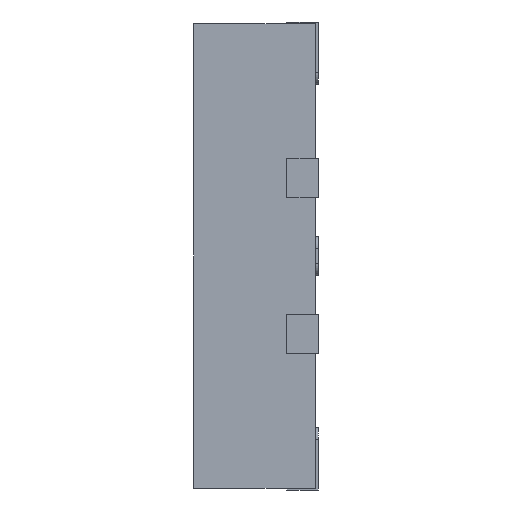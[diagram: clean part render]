
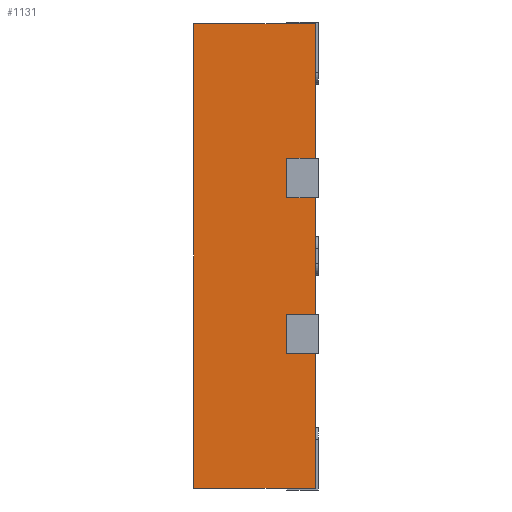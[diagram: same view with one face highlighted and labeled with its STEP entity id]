
A CAD part, left-side view. The second image highlights one B-rep face of the part: STEP entity #1131.
In plain terms, the highlighted planar face has unit normal (-1, 0, 0).
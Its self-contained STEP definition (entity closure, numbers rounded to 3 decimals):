
#22 = LINE ( 'NONE', #2981, #3054 ) ;
#50 = LINE ( 'NONE', #1505, #1980 ) ;
#175 = ORIENTED_EDGE ( 'NONE', *, *, #1852, .T. ) ;
#188 = DIRECTION ( 'NONE',  ( 0., 1., 0. ) ) ;
#276 = ORIENTED_EDGE ( 'NONE', *, *, #2721, .F. ) ;
#294 = VERTEX_POINT ( 'NONE', #3333 ) ;
#295 = EDGE_CURVE ( 'NONE', #3250, #858, #1860, .T. ) ;
#319 = ORIENTED_EDGE ( 'NONE', *, *, #2525, .F. ) ;
#341 = EDGE_CURVE ( 'NONE', #2068, #294, #2695, .T. ) ;
#345 = DIRECTION ( 'NONE',  ( 1., 0., 0. ) ) ;
#352 = CARTESIAN_POINT ( 'NONE',  ( -0.99, 0.78, 1.49 ) ) ;
#392 = VECTOR ( 'NONE', #940, 1000. ) ;
#419 = VERTEX_POINT ( 'NONE', #952 ) ;
#447 = CARTESIAN_POINT ( 'NONE',  ( -0.99, 0.78, -1.49 ) ) ;
#525 = LINE ( 'NONE', #2119, #2602 ) ;
#531 = DIRECTION ( 'NONE',  ( 0., 0., 1. ) ) ;
#559 = DIRECTION ( 'NONE',  ( 0., 0., -1. ) ) ;
#616 = ORIENTED_EDGE ( 'NONE', *, *, #1160, .T. ) ;
#649 = VECTOR ( 'NONE', #863, 1000. ) ;
#724 = ORIENTED_EDGE ( 'NONE', *, *, #2657, .F. ) ;
#745 = ORIENTED_EDGE ( 'NONE', *, *, #2060, .T. ) ;
#769 = VERTEX_POINT ( 'NONE', #1422 ) ;
#811 = LINE ( 'NONE', #1872, #1438 ) ;
#858 = VERTEX_POINT ( 'NONE', #2247 ) ;
#863 = DIRECTION ( 'NONE',  ( 0., 1., 0. ) ) ;
#940 = DIRECTION ( 'NONE',  ( 0., 0., 1. ) ) ;
#952 = CARTESIAN_POINT ( 'NONE',  ( -0.99, 0., 0.625 ) ) ;
#1003 = VECTOR ( 'NONE', #1427, 1000. ) ;
#1107 = CARTESIAN_POINT ( 'NONE',  ( -0.99, 0., -0.375 ) ) ;
#1130 = LINE ( 'NONE', #3277, #649 ) ;
#1131 = ADVANCED_FACE ( 'NONE', ( #1644 ), #2151, .F. ) ;
#1160 = EDGE_CURVE ( 'NONE', #858, #1698, #50, .T. ) ;
#1182 = ORIENTED_EDGE ( 'NONE', *, *, #2920, .F. ) ;
#1255 = CARTESIAN_POINT ( 'NONE',  ( -0.99, 0.78, 1.49 ) ) ;
#1265 = EDGE_LOOP ( 'NONE', ( #1182, #175, #3486, #319, #2278, #2595, #1281, #276, #724, #745, #2434, #616 ) ) ;
#1281 = ORIENTED_EDGE ( 'NONE', *, *, #1559, .T. ) ;
#1422 = CARTESIAN_POINT ( 'NONE',  ( -0.99, 0., -0.625 ) ) ;
#1427 = DIRECTION ( 'NONE',  ( 0., -1., 0. ) ) ;
#1438 = VECTOR ( 'NONE', #3460, 1000. ) ;
#1505 = CARTESIAN_POINT ( 'NONE',  ( -0.99, 0.183, 1.49 ) ) ;
#1559 = EDGE_CURVE ( 'NONE', #769, #1606, #3359, .T. ) ;
#1599 = CARTESIAN_POINT ( 'NONE',  ( -0.99, 0., -1.49 ) ) ;
#1606 = VERTEX_POINT ( 'NONE', #1948 ) ;
#1644 = FACE_OUTER_BOUND ( 'NONE', #1265, .T. ) ;
#1688 = LINE ( 'NONE', #1964, #2955 ) ;
#1698 = VERTEX_POINT ( 'NONE', #1808 ) ;
#1741 = VECTOR ( 'NONE', #2679, 1000. ) ;
#1808 = CARTESIAN_POINT ( 'NONE',  ( -0.99, 0.183, 0.625 ) ) ;
#1852 = EDGE_CURVE ( 'NONE', #419, #294, #22, .T. ) ;
#1860 = LINE ( 'NONE', #2232, #1741 ) ;
#1872 = CARTESIAN_POINT ( 'NONE',  ( -0.99, 0.183, 1.49 ) ) ;
#1897 = VECTOR ( 'NONE', #3197, 1000. ) ;
#1948 = CARTESIAN_POINT ( 'NONE',  ( -0.99, 0.183, -0.625 ) ) ;
#1964 = CARTESIAN_POINT ( 'NONE',  ( -0.99, 0.78, 1.49 ) ) ;
#1980 = VECTOR ( 'NONE', #2768, 1000. ) ;
#2008 = CARTESIAN_POINT ( 'NONE',  ( -0.99, 0.183, -0.375 ) ) ;
#2035 = LINE ( 'NONE', #3125, #3180 ) ;
#2060 = EDGE_CURVE ( 'NONE', #3418, #3250, #525, .T. ) ;
#2068 = VERTEX_POINT ( 'NONE', #1255 ) ;
#2118 = CARTESIAN_POINT ( 'NONE',  ( -0.99, 0.78, -1.49 ) ) ;
#2119 = CARTESIAN_POINT ( 'NONE',  ( -0.99, 0., 1.49 ) ) ;
#2151 = PLANE ( 'NONE',  #2386 ) ;
#2232 = CARTESIAN_POINT ( 'NONE',  ( -0.99, 0.78, 0.375 ) ) ;
#2237 = CARTESIAN_POINT ( 'NONE',  ( -0.99, 0.78, -0.625 ) ) ;
#2247 = CARTESIAN_POINT ( 'NONE',  ( -0.99, 0.183, 0.375 ) ) ;
#2278 = ORIENTED_EDGE ( 'NONE', *, *, #3423, .T. ) ;
#2281 = CARTESIAN_POINT ( 'NONE',  ( -0.99, 0., 0.375 ) ) ;
#2386 = AXIS2_PLACEMENT_3D ( 'NONE', #3232, #345, #559 ) ;
#2422 = DIRECTION ( 'NONE',  ( 0., 0., 1. ) ) ;
#2434 = ORIENTED_EDGE ( 'NONE', *, *, #295, .T. ) ;
#2525 = EDGE_CURVE ( 'NONE', #2576, #2068, #1688, .T. ) ;
#2576 = VERTEX_POINT ( 'NONE', #447 ) ;
#2595 = ORIENTED_EDGE ( 'NONE', *, *, #3438, .T. ) ;
#2602 = VECTOR ( 'NONE', #2422, 1000. ) ;
#2657 = EDGE_CURVE ( 'NONE', #3418, #3276, #2035, .T. ) ;
#2679 = DIRECTION ( 'NONE',  ( 0., 1., 0. ) ) ;
#2695 = LINE ( 'NONE', #352, #1003 ) ;
#2721 = EDGE_CURVE ( 'NONE', #3276, #1606, #811, .T. ) ;
#2733 = VECTOR ( 'NONE', #3337, 1000. ) ;
#2762 = DIRECTION ( 'NONE',  ( 0., 0., 1. ) ) ;
#2768 = DIRECTION ( 'NONE',  ( 0., 0., 1. ) ) ;
#2920 = EDGE_CURVE ( 'NONE', #419, #1698, #1130, .T. ) ;
#2955 = VECTOR ( 'NONE', #2762, 1000. ) ;
#2981 = CARTESIAN_POINT ( 'NONE',  ( -0.99, 0., 1.49 ) ) ;
#3054 = VECTOR ( 'NONE', #531, 1000. ) ;
#3125 = CARTESIAN_POINT ( 'NONE',  ( -0.99, 0.78, -0.375 ) ) ;
#3180 = VECTOR ( 'NONE', #188, 1000. ) ;
#3193 = VERTEX_POINT ( 'NONE', #1599 ) ;
#3197 = DIRECTION ( 'NONE',  ( 0., -1., 0. ) ) ;
#3232 = CARTESIAN_POINT ( 'NONE',  ( -0.99, 0.78, 1.49 ) ) ;
#3250 = VERTEX_POINT ( 'NONE', #2281 ) ;
#3253 = LINE ( 'NONE', #3360, #392 ) ;
#3276 = VERTEX_POINT ( 'NONE', #2008 ) ;
#3277 = CARTESIAN_POINT ( 'NONE',  ( -0.99, 0.78, 0.625 ) ) ;
#3333 = CARTESIAN_POINT ( 'NONE',  ( -0.99, 0., 1.49 ) ) ;
#3337 = DIRECTION ( 'NONE',  ( 0., 1., 0. ) ) ;
#3359 = LINE ( 'NONE', #2237, #2733 ) ;
#3360 = CARTESIAN_POINT ( 'NONE',  ( -0.99, 0., 1.49 ) ) ;
#3418 = VERTEX_POINT ( 'NONE', #1107 ) ;
#3423 = EDGE_CURVE ( 'NONE', #2576, #3193, #3489, .T. ) ;
#3438 = EDGE_CURVE ( 'NONE', #3193, #769, #3253, .T. ) ;
#3460 = DIRECTION ( 'NONE',  ( 0., 0., -1. ) ) ;
#3486 = ORIENTED_EDGE ( 'NONE', *, *, #341, .F. ) ;
#3489 = LINE ( 'NONE', #2118, #1897 ) ;
